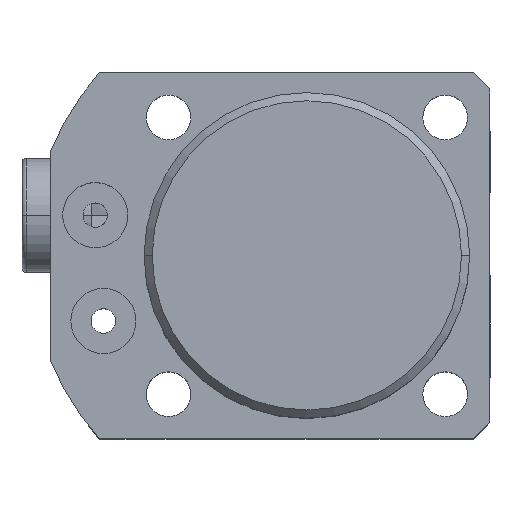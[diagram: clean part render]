
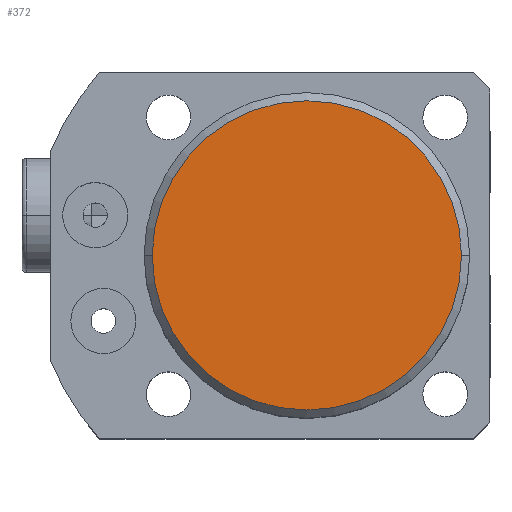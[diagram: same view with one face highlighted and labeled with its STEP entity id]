
A CAD part, top view. The second image highlights one B-rep face of the part: STEP entity #372.
In plain terms, the highlighted planar face has unit normal (0, 0, 1).
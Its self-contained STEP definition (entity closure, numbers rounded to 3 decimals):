
#164 = DIRECTION ( 'NONE',  ( 1., 0., 0. ) ) ;
#223 = DIRECTION ( 'NONE',  ( 0., 0., 1. ) ) ;
#273 = CARTESIAN_POINT ( 'NONE',  ( 0., 0., 56. ) ) ;
#372 = ADVANCED_FACE ( 'NONE', ( #3714 ), #783, .T. ) ;
#615 = DIRECTION ( 'NONE',  ( 0., 0., 1. ) ) ;
#679 = CARTESIAN_POINT ( 'NONE',  ( 0., 0., 56. ) ) ;
#783 = PLANE ( 'NONE',  #2823 ) ;
#819 = DIRECTION ( 'NONE',  ( 1., 0., 0. ) ) ;
#1200 = ORIENTED_EDGE ( 'NONE', *, *, #2739, .T. ) ;
#1219 = VERTEX_POINT ( 'NONE', #1943 ) ;
#1316 = ORIENTED_EDGE ( 'NONE', *, *, #2618, .T. ) ;
#1326 = VERTEX_POINT ( 'NONE', #1931 ) ;
#1662 = CIRCLE ( 'NONE', #2961, 19. ) ;
#1931 = CARTESIAN_POINT ( 'NONE',  ( -19., 0., 56. ) ) ;
#1943 = CARTESIAN_POINT ( 'NONE',  ( 19., 0., 56. ) ) ;
#2618 = EDGE_CURVE ( 'NONE', #1219, #1326, #3131, .T. ) ;
#2739 = EDGE_CURVE ( 'NONE', #1326, #1219, #1662, .T. ) ;
#2823 = AXIS2_PLACEMENT_3D ( 'NONE', #679, #615, #819 ) ;
#2913 = AXIS2_PLACEMENT_3D ( 'NONE', #3265, #3345, #3291 ) ;
#2961 = AXIS2_PLACEMENT_3D ( 'NONE', #273, #223, #164 ) ;
#3131 = CIRCLE ( 'NONE', #2913, 19. ) ;
#3265 = CARTESIAN_POINT ( 'NONE',  ( 0., 0., 56. ) ) ;
#3291 = DIRECTION ( 'NONE',  ( 1., 0., 0. ) ) ;
#3345 = DIRECTION ( 'NONE',  ( 0., 0., 1. ) ) ;
#3431 = EDGE_LOOP ( 'NONE', ( #1200, #1316 ) ) ;
#3714 = FACE_OUTER_BOUND ( 'NONE', #3431, .T. ) ;
